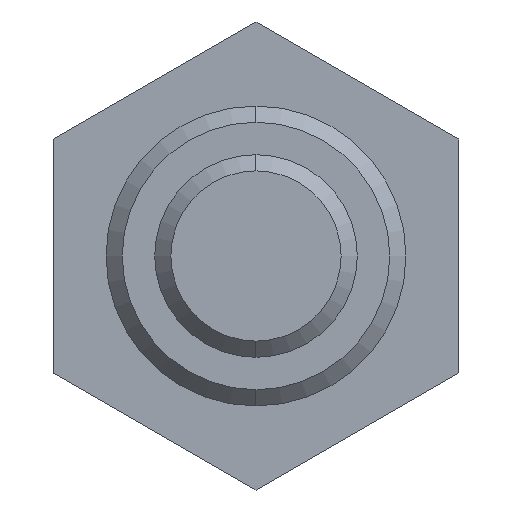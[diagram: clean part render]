
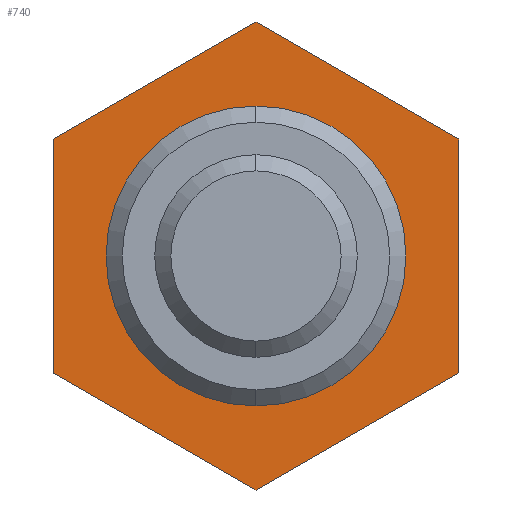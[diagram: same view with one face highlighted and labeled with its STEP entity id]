
A CAD part, left-side view. The second image highlights one B-rep face of the part: STEP entity #740.
In plain terms, the highlighted planar face has unit normal (-1, 0, 0).
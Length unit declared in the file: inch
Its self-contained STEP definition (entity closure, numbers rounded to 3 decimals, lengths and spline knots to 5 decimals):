
#25 = EDGE_CURVE ( 'NONE', #790, #600, #824, .T. ) ;
#43 = EDGE_CURVE ( 'NONE', #568, #790, #678, .T. ) ;
#75 = CARTESIAN_POINT ( 'NONE',  ( -2.26, 0.25, -0.14434 ) ) ;
#91 = EDGE_LOOP ( 'NONE', ( #1042, #596, #439, #164, #1011, #496 ) ) ;
#138 = DIRECTION ( 'NONE',  ( -1., 0., 0. ) ) ;
#147 = VERTEX_POINT ( 'NONE', #476 ) ;
#164 = ORIENTED_EDGE ( 'NONE', *, *, #802, .T. ) ;
#203 = AXIS2_PLACEMENT_3D ( 'NONE', #506, #783, #622 ) ;
#204 = CARTESIAN_POINT ( 'NONE',  ( -2.26, 0., -0.185 ) ) ;
#213 = VECTOR ( 'NONE', #937, 39.37008 ) ;
#230 = CARTESIAN_POINT ( 'NONE',  ( -2.26, -0.25, -0.14434 ) ) ;
#243 = CARTESIAN_POINT ( 'NONE',  ( -2.26, 0.25, 0.14434 ) ) ;
#247 = DIRECTION ( 'NONE',  ( 0., -0.866, 0.5 ) ) ;
#249 = CIRCLE ( 'NONE', #1035, 0.185 ) ;
#267 = CARTESIAN_POINT ( 'NONE',  ( -2.26, 0., 0.28868 ) ) ;
#313 = DIRECTION ( 'NONE',  ( 0., 0., 1. ) ) ;
#336 = PLANE ( 'NONE',  #203 ) ;
#348 = VECTOR ( 'NONE', #1029, 39.37008 ) ;
#392 = CARTESIAN_POINT ( 'NONE',  ( -2.26, 0., 0. ) ) ;
#403 = EDGE_CURVE ( 'NONE', #689, #793, #249, .T. ) ;
#405 = VECTOR ( 'NONE', #247, 39.37008 ) ;
#439 = ORIENTED_EDGE ( 'NONE', *, *, #731, .T. ) ;
#456 = EDGE_LOOP ( 'NONE', ( #787, #688 ) ) ;
#459 = CARTESIAN_POINT ( 'NONE',  ( -2.26, -0.25, 0.14434 ) ) ;
#460 = CARTESIAN_POINT ( 'NONE',  ( -2.26, 0., -0.28868 ) ) ;
#462 = DIRECTION ( 'NONE',  ( 0., 0.866, 0.5 ) ) ;
#476 = CARTESIAN_POINT ( 'NONE',  ( -2.26, 0.25, -0.14434 ) ) ;
#496 = ORIENTED_EDGE ( 'NONE', *, *, #43, .T. ) ;
#506 = CARTESIAN_POINT ( 'NONE',  ( -2.26, 0.25, 0.14434 ) ) ;
#529 = EDGE_CURVE ( 'NONE', #793, #689, #1005, .T. ) ;
#568 = VERTEX_POINT ( 'NONE', #939 ) ;
#572 = DIRECTION ( 'NONE',  ( -1., 0., 0. ) ) ;
#588 = FACE_OUTER_BOUND ( 'NONE', #91, .T. ) ;
#596 = ORIENTED_EDGE ( 'NONE', *, *, #1065, .T. ) ;
#600 = VERTEX_POINT ( 'NONE', #243 ) ;
#616 = LINE ( 'NONE', #230, #683 ) ;
#622 = DIRECTION ( 'NONE',  ( 0., 0., 1. ) ) ;
#658 = CARTESIAN_POINT ( 'NONE',  ( -2.26, -0.25, -0.14434 ) ) ;
#668 = CARTESIAN_POINT ( 'NONE',  ( -2.26, 0., 0. ) ) ;
#678 = LINE ( 'NONE', #459, #858 ) ;
#683 = VECTOR ( 'NONE', #962, 39.37008 ) ;
#688 = ORIENTED_EDGE ( 'NONE', *, *, #529, .F. ) ;
#689 = VERTEX_POINT ( 'NONE', #204 ) ;
#694 = CARTESIAN_POINT ( 'NONE',  ( -2.26, 0., 0.185 ) ) ;
#719 = LINE ( 'NONE', #777, #982 ) ;
#731 = EDGE_CURVE ( 'NONE', #147, #895, #991, .T. ) ;
#740 = ADVANCED_FACE ( 'NONE', ( #588, #804 ), #336, .T. ) ;
#777 = CARTESIAN_POINT ( 'NONE',  ( -2.26, 0.25, 0.14434 ) ) ;
#778 = DIRECTION ( 'NONE',  ( 0., 0., -1. ) ) ;
#783 = DIRECTION ( 'NONE',  ( -1., 0., 0. ) ) ;
#787 = ORIENTED_EDGE ( 'NONE', *, *, #403, .F. ) ;
#790 = VERTEX_POINT ( 'NONE', #851 ) ;
#793 = VERTEX_POINT ( 'NONE', #694 ) ;
#802 = EDGE_CURVE ( 'NONE', #895, #1034, #1079, .T. ) ;
#804 = FACE_BOUND ( 'NONE', #456, .T. ) ;
#824 = LINE ( 'NONE', #267, #213 ) ;
#836 = EDGE_CURVE ( 'NONE', #1034, #568, #616, .T. ) ;
#842 = AXIS2_PLACEMENT_3D ( 'NONE', #668, #138, #313 ) ;
#851 = CARTESIAN_POINT ( 'NONE',  ( -2.26, 0., 0.28868 ) ) ;
#858 = VECTOR ( 'NONE', #462, 39.37008 ) ;
#895 = VERTEX_POINT ( 'NONE', #460 ) ;
#896 = DIRECTION ( 'NONE',  ( 0., 0., 1. ) ) ;
#931 = CARTESIAN_POINT ( 'NONE',  ( -2.26, 0., -0.28868 ) ) ;
#937 = DIRECTION ( 'NONE',  ( 0., 0.866, -0.5 ) ) ;
#939 = CARTESIAN_POINT ( 'NONE',  ( -2.26, -0.25, 0.14434 ) ) ;
#962 = DIRECTION ( 'NONE',  ( 0., 0., 1. ) ) ;
#982 = VECTOR ( 'NONE', #778, 39.37008 ) ;
#991 = LINE ( 'NONE', #75, #348 ) ;
#1005 = CIRCLE ( 'NONE', #842, 0.185 ) ;
#1011 = ORIENTED_EDGE ( 'NONE', *, *, #836, .T. ) ;
#1029 = DIRECTION ( 'NONE',  ( 0., -0.866, -0.5 ) ) ;
#1034 = VERTEX_POINT ( 'NONE', #658 ) ;
#1035 = AXIS2_PLACEMENT_3D ( 'NONE', #392, #572, #896 ) ;
#1042 = ORIENTED_EDGE ( 'NONE', *, *, #25, .T. ) ;
#1065 = EDGE_CURVE ( 'NONE', #600, #147, #719, .T. ) ;
#1079 = LINE ( 'NONE', #931, #405 ) ;
